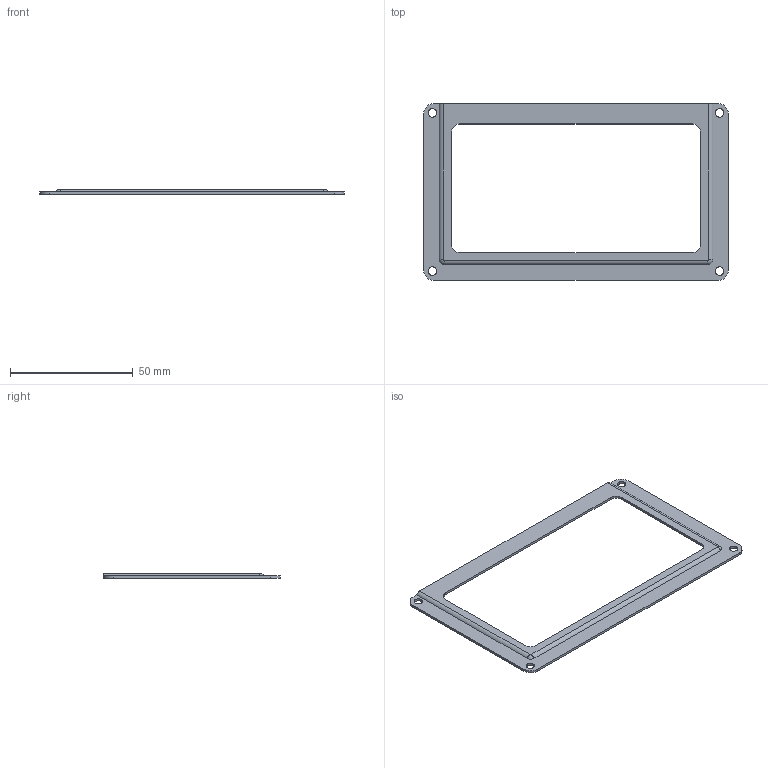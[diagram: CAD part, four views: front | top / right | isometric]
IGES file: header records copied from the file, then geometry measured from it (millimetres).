
Start section: SolidWorks IGES file using analytic representation for surfaces
Global section: file name: 2890.IGS; native system: SolidWorks 2011; preprocessor: SolidWorks 2011; author: martinb; date: 110404.130249; units: millimetre
Bounding box: 124 x 72 x 2 mm (x, y, z)
Volume: 3623 mm3; surface area: 8011.7 mm2
Topology: 1 solids, 1 shells, 43 faces, 119 edges, 78 vertices
Faces by surface type: revolution 31, plane 12
